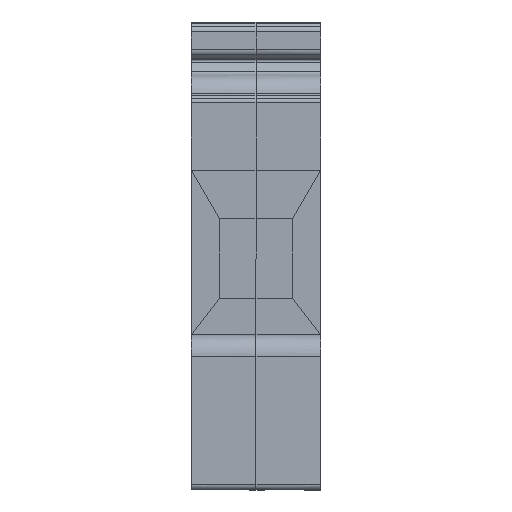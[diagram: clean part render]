
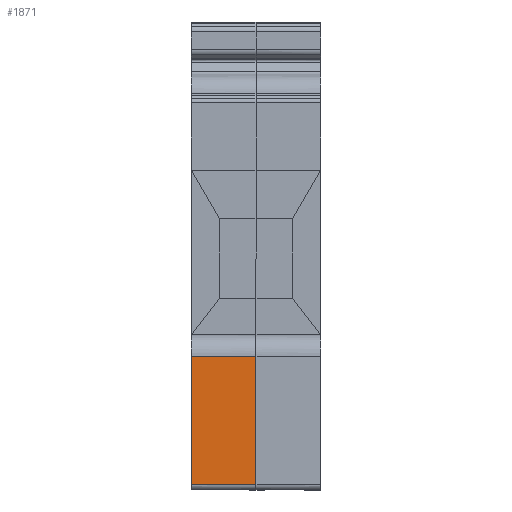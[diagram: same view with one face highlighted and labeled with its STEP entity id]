
A CAD part, left-side view. The second image highlights one B-rep face of the part: STEP entity #1871.
In plain terms, the highlighted face is planar.
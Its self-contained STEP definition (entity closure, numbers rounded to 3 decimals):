
#83 = CARTESIAN_POINT ( 'NONE',  ( 12., 9.927, 9.9 ) ) ;
#139 = VECTOR ( 'NONE', #6397, 1000. ) ;
#145 = EDGE_CURVE ( 'NONE', #3743, #6998, #1082, .T. ) ;
#804 = VECTOR ( 'NONE', #5087, 1000. ) ;
#1082 = LINE ( 'NONE', #7120, #3392 ) ;
#1150 = DIRECTION ( 'NONE',  ( 0., 0., 1. ) ) ;
#1190 = DIRECTION ( 'NONE',  ( 0., 1., 0. ) ) ;
#1346 = EDGE_CURVE ( 'NONE', #4273, #6998, #4243, .T. ) ;
#1362 = DIRECTION ( 'NONE',  ( 1., 0., 0. ) ) ;
#1513 = VECTOR ( 'NONE', #1362, 1000. ) ;
#1536 = CARTESIAN_POINT ( 'NONE',  ( 0., 9.927, -2.027 ) ) ;
#1759 = CARTESIAN_POINT ( 'NONE',  ( 0., 9.927, 0.2 ) ) ;
#1871 = ADVANCED_FACE ( 'NONE', ( #7939 ), #6427, .T. ) ;
#2541 = ORIENTED_EDGE ( 'NONE', *, *, #3851, .F. ) ;
#2768 = ORIENTED_EDGE ( 'NONE', *, *, #145, .F. ) ;
#2971 = CARTESIAN_POINT ( 'NONE',  ( 0., 9.927, 9.9 ) ) ;
#3277 = CARTESIAN_POINT ( 'NONE',  ( 12., 9.927, -2.027 ) ) ;
#3287 = EDGE_CURVE ( 'NONE', #4273, #5758, #7743, .T. ) ;
#3362 = CARTESIAN_POINT ( 'NONE',  ( 6., 9.927, -2.027 ) ) ;
#3392 = VECTOR ( 'NONE', #8516, 1000. ) ;
#3743 = VERTEX_POINT ( 'NONE', #3277 ) ;
#3851 = EDGE_CURVE ( 'NONE', #5758, #3743, #7574, .T. ) ;
#3941 = AXIS2_PLACEMENT_3D ( 'NONE', #1759, #1190, #1150 ) ;
#4243 = LINE ( 'NONE', #2971, #139 ) ;
#4273 = VERTEX_POINT ( 'NONE', #6127 ) ;
#5087 = DIRECTION ( 'NONE',  ( 0., 0., -1. ) ) ;
#5309 = ORIENTED_EDGE ( 'NONE', *, *, #3287, .F. ) ;
#5758 = VERTEX_POINT ( 'NONE', #3362 ) ;
#6127 = CARTESIAN_POINT ( 'NONE',  ( 6., 9.927, 9.9 ) ) ;
#6397 = DIRECTION ( 'NONE',  ( 1., 0., 0. ) ) ;
#6427 = PLANE ( 'NONE',  #3941 ) ;
#6476 = ORIENTED_EDGE ( 'NONE', *, *, #1346, .T. ) ;
#6740 = EDGE_LOOP ( 'NONE', ( #5309, #6476, #2768, #2541 ) ) ;
#6998 = VERTEX_POINT ( 'NONE', #83 ) ;
#7120 = CARTESIAN_POINT ( 'NONE',  ( 12., 9.927, 0.2 ) ) ;
#7574 = LINE ( 'NONE', #1536, #1513 ) ;
#7743 = LINE ( 'NONE', #7878, #804 ) ;
#7878 = CARTESIAN_POINT ( 'NONE',  ( 6., 9.927, 9.9 ) ) ;
#7939 = FACE_OUTER_BOUND ( 'NONE', #6740, .T. ) ;
#8516 = DIRECTION ( 'NONE',  ( 0., 0., 1. ) ) ;
